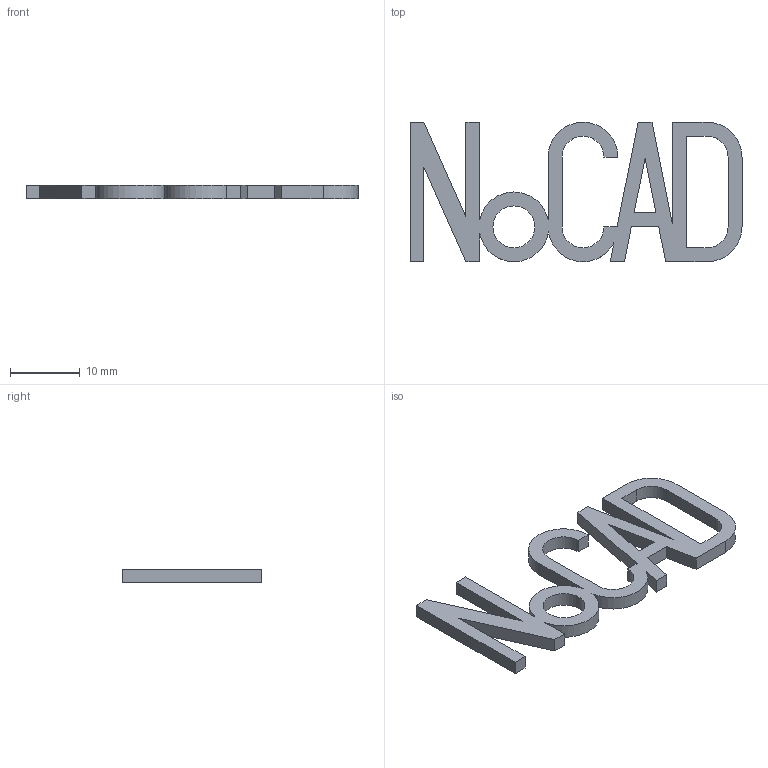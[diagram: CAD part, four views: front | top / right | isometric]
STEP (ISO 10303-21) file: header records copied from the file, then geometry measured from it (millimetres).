
FILE_DESCRIPTION( ( 'STEP AP203' ), '1' );
FILE_NAME( 'wdr_din3760_a_6-30_64790059Isometric_39.stp', '2018-12-11T10:48:00', ( '' ), ( '' ), ' ', 'PARTsolutions', ' ' );
FILE_SCHEMA( ( 'CONFIG_CONTROL_DESIGN' ) );
Length unit declared in the file: millimetre
Products named in the file (1): _wdr_din3760_a_6-30_64790059
Bounding box: 47.6 x 20 x 2 mm (x, y, z)
Volume: 832.5 mm3; surface area: 1596.1 mm2
Topology: 1 solids, 1 shells, 47 faces, 135 edges, 90 vertices
Faces by surface type: plane 36, cylinder 11
Full cylindrical faces by diameter (mm): 6 x1
Entity records: 1582 total; most frequent: CARTESIAN_POINT 272, ORIENTED_EDGE 268, DIRECTION 252, EDGE_CURVE 134, LINE 112, VECTOR 112, VERTEX_POINT 90, AXIS2_PLACEMENT_3D 70
